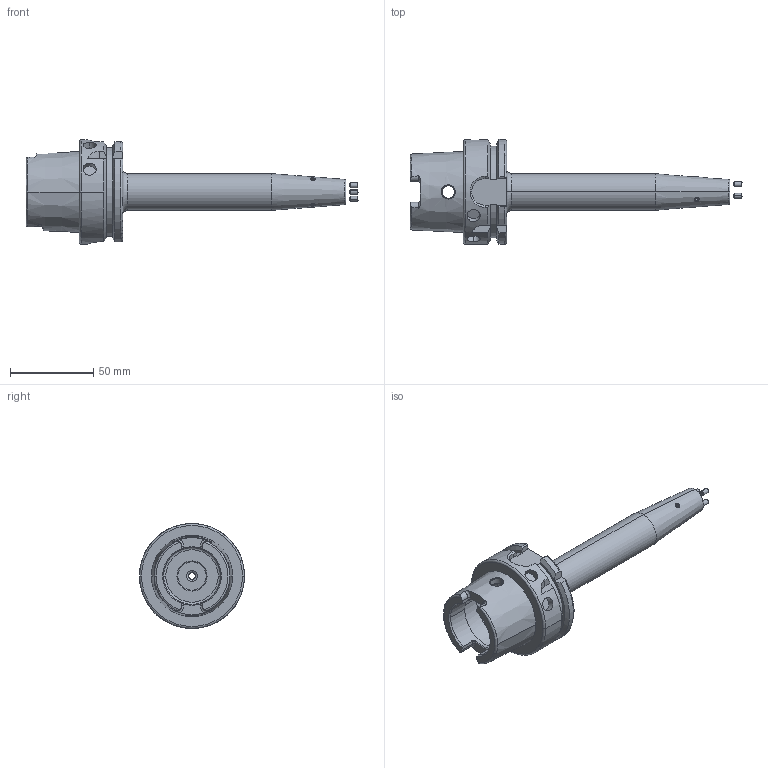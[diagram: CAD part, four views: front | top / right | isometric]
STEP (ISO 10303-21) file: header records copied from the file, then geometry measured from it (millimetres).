
FILE_DESCRIPTION (( 'STEP AP203' ), '1' );
FILE_NAME ('F1A063H-SFK04160.STEP', '2023-12-28T05:08:28', ( '' ), ( '' ), 'SwSTEP 2.0', 'SolidWorks 2023', '' );
FILE_SCHEMA (( 'CONFIG_CONTROL_DESIGN' ));
Length unit declared in the file: millimetre
Products named in the file (5): socket set screw flat point_din_DIN 913 - M3 x 5-N; F1A063H-SFK04160; HSKA63SFK04160WW; GS-M3X5
Assembly tree (8 placements, depth 3):
  F1A063H-SFK04160
    HSKA63SFK04160WW
      HSKA63SFK04160WW
      GS-M3X5  x3
      socket set screw flat point_din_DIN 913 - M3 x 5-N  x3
Bounding box: 199.2 x 63 x 63 mm (x, y, z)
Volume: 122375.9 mm3; surface area: 34625.4 mm2
Topology: 7 solids, 7 shells, 305 faces, 749 edges, 452 vertices
Faces by surface type: plane 118, cylinder 85, cone 63, torus 25, bspline 14
Entity records: 9144 total; most frequent: CARTESIAN_POINT 3231, ORIENTED_EDGE 1150, DIRECTION 1054, EDGE_CURVE 575, AXIS2_PLACEMENT_3D 410, VERTEX_POINT 354, EDGE_LOOP 253, LINE 234
